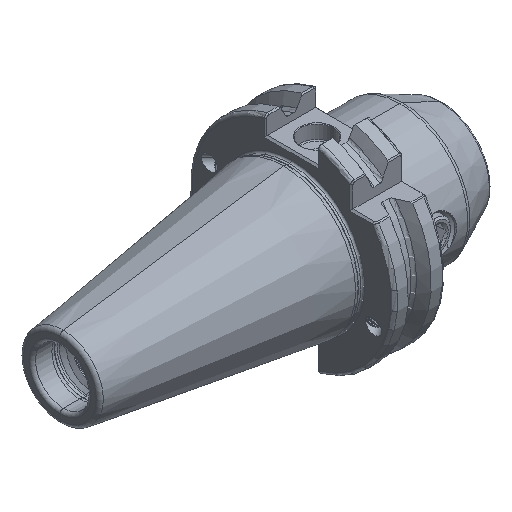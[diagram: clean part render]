
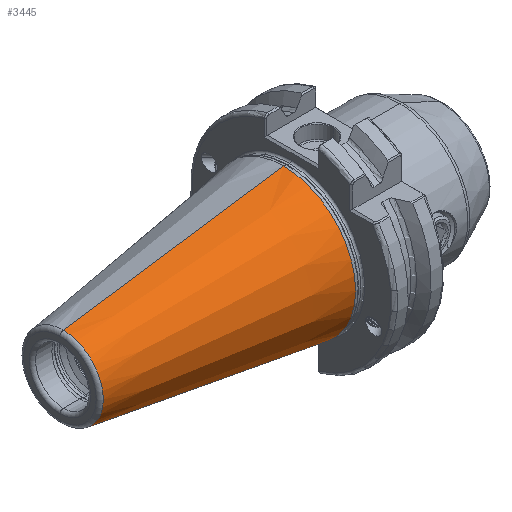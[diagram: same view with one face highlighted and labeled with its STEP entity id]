
A CAD part, isometric view. The second image highlights one B-rep face of the part: STEP entity #3445.
In plain terms, the highlighted conical face has half-angle 8.297 degrees and reference radius 22.692 mm.
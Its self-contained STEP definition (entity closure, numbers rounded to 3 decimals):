
#1895 = CARTESIAN_POINT ( 'NONE',  ( -70.573, 0., 0. ) ) ;
#1918 = DIRECTION ( 'NONE',  ( 1., 0., 0. ) ) ;
#1924 = DIRECTION ( 'NONE',  ( 0., 0., 1. ) ) ;
#2056 = DIRECTION ( 'NONE',  ( 0., 0., -1. ) ) ;
#2070 = DIRECTION ( 'NONE',  ( 1., 0., 0. ) ) ;
#2091 = CARTESIAN_POINT ( 'NONE',  ( -2.5, 0., 0. ) ) ;
#2455 = CARTESIAN_POINT ( 'NONE',  ( -2.5, 0., -22.327 ) ) ;
#2491 = CARTESIAN_POINT ( 'NONE',  ( -70.573, 0., -12.4 ) ) ;
#2500 = CARTESIAN_POINT ( 'NONE',  ( -70.573, 0., 12.4 ) ) ;
#2864 = FACE_OUTER_BOUND ( 'NONE', #28569, .T. ) ;
#2913 = CONICAL_SURFACE ( 'NONE', #23376, 22.692, 0.145 ) ;
#3445 = ADVANCED_FACE ( 'NONE', ( #2864 ), #2913, .T. ) ;
#4794 = CARTESIAN_POINT ( 'NONE',  ( 0., 0., -22.692 ) ) ;
#4814 = CARTESIAN_POINT ( 'NONE',  ( 0., 0., 22.692 ) ) ;
#4829 = DIRECTION ( 'NONE',  ( 0.99, 0., 0.144 ) ) ;
#4831 = DIRECTION ( 'NONE',  ( 0.99, 0., -0.144 ) ) ;
#10329 = CARTESIAN_POINT ( 'NONE',  ( -2.5, 0., 22.327 ) ) ;
#16467 = VERTEX_POINT ( 'NONE', #10329 ) ;
#16525 = VERTEX_POINT ( 'NONE', #2491 ) ;
#16569 = VERTEX_POINT ( 'NONE', #2455 ) ;
#16601 = VERTEX_POINT ( 'NONE', #2500 ) ;
#16989 = EDGE_CURVE ( 'NONE', #16601, #16525, #24964, .T. ) ;
#17013 = EDGE_CURVE ( 'NONE', #16467, #16569, #24977, .T. ) ;
#18942 = VECTOR ( 'NONE', #4829, 1000. ) ;
#18996 = VECTOR ( 'NONE', #4831, 1000. ) ;
#19036 = LINE ( 'NONE', #4794, #18996 ) ;
#19054 = LINE ( 'NONE', #4814, #18942 ) ;
#21865 = EDGE_CURVE ( 'NONE', #16525, #16569, #19036, .T. ) ;
#21868 = EDGE_CURVE ( 'NONE', #16601, #16467, #19054, .T. ) ;
#22451 = DIRECTION ( 'NONE',  ( 0., 0., -1. ) ) ;
#22470 = DIRECTION ( 'NONE',  ( 1., 0., 0. ) ) ;
#22482 = CARTESIAN_POINT ( 'NONE',  ( 0., 0., 0. ) ) ;
#23253 = AXIS2_PLACEMENT_3D ( 'NONE', #1895, #1918, #1924 ) ;
#23255 = AXIS2_PLACEMENT_3D ( 'NONE', #2091, #2070, #2056 ) ;
#23376 = AXIS2_PLACEMENT_3D ( 'NONE', #22482, #22470, #22451 ) ;
#24964 = CIRCLE ( 'NONE', #23253, 12.4 ) ;
#24977 = CIRCLE ( 'NONE', #23255, 22.327 ) ;
#26191 = ORIENTED_EDGE ( 'NONE', *, *, #21868, .F. ) ;
#26192 = ORIENTED_EDGE ( 'NONE', *, *, #21865, .T. ) ;
#26193 = ORIENTED_EDGE ( 'NONE', *, *, #16989, .T. ) ;
#26194 = ORIENTED_EDGE ( 'NONE', *, *, #17013, .F. ) ;
#28569 = EDGE_LOOP ( 'NONE', ( #26191, #26193, #26192, #26194 ) ) ;
